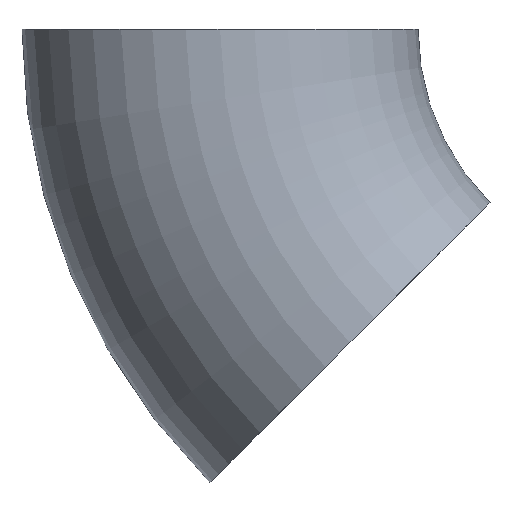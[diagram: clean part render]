
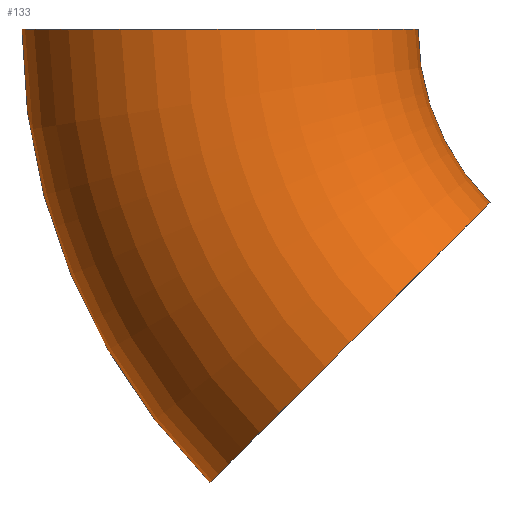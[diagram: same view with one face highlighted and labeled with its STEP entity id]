
A CAD part, front view. The second image highlights one B-rep face of the part: STEP entity #133.
In plain terms, the highlighted toroidal (fillet/blend) face has major radius 47.5 mm and minor radius 21.2 mm.
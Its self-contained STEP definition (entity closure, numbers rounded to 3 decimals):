
#7 = AXIS2_PLACEMENT_3D ( 'NONE', #231, #141, #200 ) ;
#8 = DIRECTION ( 'NONE',  ( 0., 1., 0. ) ) ;
#18 = AXIS2_PLACEMENT_3D ( 'NONE', #31, #8, #88 ) ;
#20 = EDGE_CURVE ( 'NONE', #71, #106, #105, .T. ) ;
#26 = VERTEX_POINT ( 'NONE', #54 ) ;
#31 = CARTESIAN_POINT ( 'NONE',  ( 0., 0., 0. ) ) ;
#47 = VERTEX_POINT ( 'NONE', #248 ) ;
#54 = CARTESIAN_POINT ( 'NONE',  ( -26.3, 0., 0. ) ) ;
#60 = EDGE_CURVE ( 'NONE', #47, #26, #196, .T. ) ;
#71 = VERTEX_POINT ( 'NONE', #134 ) ;
#75 = CARTESIAN_POINT ( 'NONE',  ( -47.5, 0., 0. ) ) ;
#80 = AXIS2_PLACEMENT_3D ( 'NONE', #75, #153, #188 ) ;
#88 = DIRECTION ( 'NONE',  ( 0., 0., 1. ) ) ;
#93 = DIRECTION ( 'NONE',  ( 0.707, 0., 0.707 ) ) ;
#94 = CIRCLE ( 'NONE', #7, 68.7 ) ;
#99 = CARTESIAN_POINT ( 'NONE',  ( -18.597, 0., -18.597 ) ) ;
#100 = ORIENTED_EDGE ( 'NONE', *, *, #60, .F. ) ;
#102 = ORIENTED_EDGE ( 'NONE', *, *, #20, .T. ) ;
#103 = CARTESIAN_POINT ( 'NONE',  ( 0., 0., 0. ) ) ;
#105 = CIRCLE ( 'NONE', #228, 21.2 ) ;
#106 = VERTEX_POINT ( 'NONE', #99 ) ;
#111 = AXIS2_PLACEMENT_3D ( 'NONE', #103, #138, #253 ) ;
#127 = FACE_OUTER_BOUND ( 'NONE', #157, .T. ) ;
#133 = ADVANCED_FACE ( 'NONE', ( #127 ), #135, .T. ) ;
#134 = CARTESIAN_POINT ( 'NONE',  ( -48.578, 0., -48.578 ) ) ;
#135 = TOROIDAL_SURFACE ( 'NONE', #18, 47.5, 21.2 ) ;
#138 = DIRECTION ( 'NONE',  ( 0., 1., 0. ) ) ;
#141 = DIRECTION ( 'NONE',  ( 0., 1., 0. ) ) ;
#144 = ORIENTED_EDGE ( 'NONE', *, *, #154, .T. ) ;
#153 = DIRECTION ( 'NONE',  ( 0., 0., 1. ) ) ;
#154 = EDGE_CURVE ( 'NONE', #106, #26, #214, .T. ) ;
#157 = EDGE_LOOP ( 'NONE', ( #240, #102, #144, #100 ) ) ;
#171 = EDGE_CURVE ( 'NONE', #71, #47, #94, .T. ) ;
#188 = DIRECTION ( 'NONE',  ( 1., 0., 0. ) ) ;
#190 = CARTESIAN_POINT ( 'NONE',  ( -33.588, 0., -33.588 ) ) ;
#196 = CIRCLE ( 'NONE', #80, 21.2 ) ;
#200 = DIRECTION ( 'NONE',  ( 0., 0., 1. ) ) ;
#214 = CIRCLE ( 'NONE', #111, 26.3 ) ;
#223 = DIRECTION ( 'NONE',  ( -0.707, 0., 0.707 ) ) ;
#228 = AXIS2_PLACEMENT_3D ( 'NONE', #190, #223, #93 ) ;
#231 = CARTESIAN_POINT ( 'NONE',  ( 0., 0., 0. ) ) ;
#240 = ORIENTED_EDGE ( 'NONE', *, *, #171, .F. ) ;
#248 = CARTESIAN_POINT ( 'NONE',  ( -68.7, 0., 0. ) ) ;
#253 = DIRECTION ( 'NONE',  ( 0., 0., 1. ) ) ;
